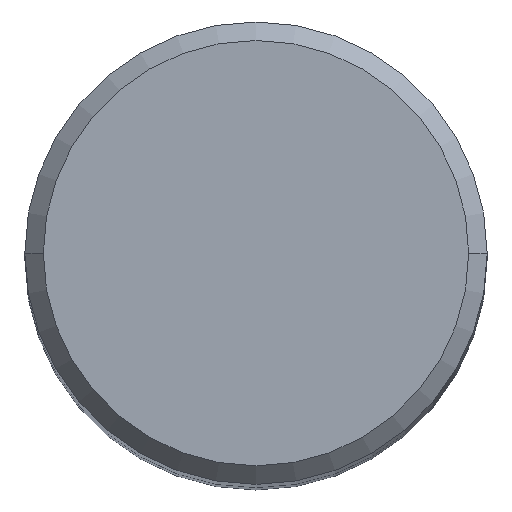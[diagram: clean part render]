
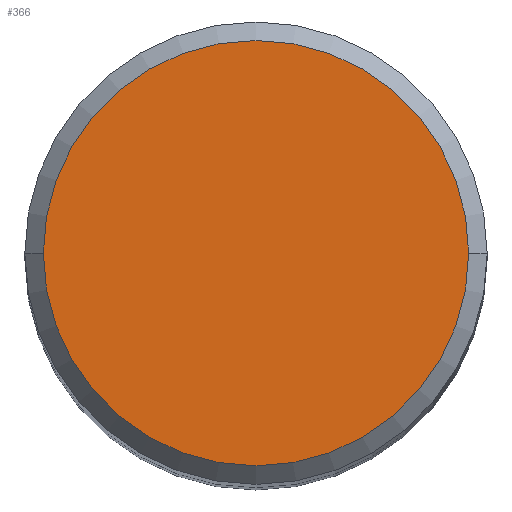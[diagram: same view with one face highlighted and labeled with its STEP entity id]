
A CAD part, top view. The second image highlights one B-rep face of the part: STEP entity #366.
In plain terms, the highlighted planar face has unit normal (0, 0, 1).
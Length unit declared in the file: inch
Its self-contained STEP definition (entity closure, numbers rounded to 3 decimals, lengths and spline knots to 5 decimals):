
#5 = DIRECTION ( 'NONE',  ( 0., 0., -1. ) ) ;
#7 = VERTEX_POINT ( 'NONE', #171 ) ;
#33 = AXIS2_PLACEMENT_3D ( 'NONE', #89, #339, #56 ) ;
#34 = DIRECTION ( 'NONE',  ( -1., 0., 0. ) ) ;
#38 = VERTEX_POINT ( 'NONE', #321 ) ;
#46 = DIRECTION ( 'NONE',  ( 0., 0., 1. ) ) ;
#49 = CARTESIAN_POINT ( 'NONE',  ( 0., 0., 0. ) ) ;
#56 = DIRECTION ( 'NONE',  ( 1., 0., 0. ) ) ;
#64 = PLANE ( 'NONE',  #293 ) ;
#89 = CARTESIAN_POINT ( 'NONE',  ( 0., 0., 0. ) ) ;
#124 = CARTESIAN_POINT ( 'NONE',  ( 0., 0.23, 0. ) ) ;
#148 = EDGE_CURVE ( 'NONE', #38, #7, #204, .T. ) ;
#150 = FACE_OUTER_BOUND ( 'NONE', #283, .T. ) ;
#156 = AXIS2_PLACEMENT_3D ( 'NONE', #49, #46, #354 ) ;
#171 = CARTESIAN_POINT ( 'NONE',  ( 0.23, 0., 0. ) ) ;
#204 = CIRCLE ( 'NONE', #156, 0.23 ) ;
#239 = ORIENTED_EDGE ( 'NONE', *, *, #148, .T. ) ;
#243 = EDGE_CURVE ( 'NONE', #7, #38, #350, .T. ) ;
#283 = EDGE_LOOP ( 'NONE', ( #239, #315 ) ) ;
#293 = AXIS2_PLACEMENT_3D ( 'NONE', #124, #5, #34 ) ;
#315 = ORIENTED_EDGE ( 'NONE', *, *, #243, .T. ) ;
#321 = CARTESIAN_POINT ( 'NONE',  ( -0.23, 0., 0. ) ) ;
#339 = DIRECTION ( 'NONE',  ( 0., 0., 1. ) ) ;
#350 = CIRCLE ( 'NONE', #33, 0.23 ) ;
#354 = DIRECTION ( 'NONE',  ( 1., 0., 0. ) ) ;
#366 = ADVANCED_FACE ( 'NONE', ( #150 ), #64, .F. ) ;
